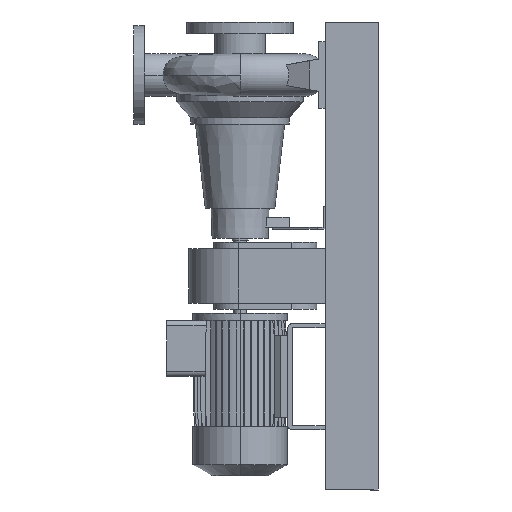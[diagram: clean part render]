
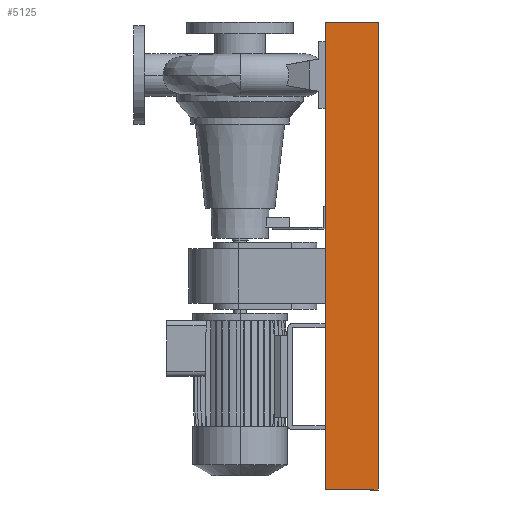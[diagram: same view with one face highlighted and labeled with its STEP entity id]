
A CAD part, left-side view. The second image highlights one B-rep face of the part: STEP entity #5125.
In plain terms, the highlighted planar face has unit normal (-1, 0, 0).
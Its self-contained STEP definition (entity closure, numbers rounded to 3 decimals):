
#419 = ORIENTED_EDGE ( 'NONE', *, *, #9085, .F. ) ;
#1217 = CARTESIAN_POINT ( 'NONE',  ( -150., -50., 440. ) ) ;
#1529 = EDGE_CURVE ( 'NONE', #8245, #7113, #8125, .T. ) ;
#1635 = LINE ( 'NONE', #19610, #16080 ) ;
#1827 = VERTEX_POINT ( 'NONE', #2560 ) ;
#1943 = ORIENTED_EDGE ( 'NONE', *, *, #1529, .F. ) ;
#2560 = CARTESIAN_POINT ( 'NONE',  ( -150., -50., -440. ) ) ;
#3157 = DIRECTION ( 'NONE',  ( 0., -1., 0. ) ) ;
#3757 = DIRECTION ( 'NONE',  ( -1., 0., 0. ) ) ;
#5125 = ADVANCED_FACE ( 'NONE', ( #5393 ), #11963, .T. ) ;
#5393 = FACE_OUTER_BOUND ( 'NONE', #6515, .T. ) ;
#5396 = VECTOR ( 'NONE', #14811, 1000. ) ;
#5592 = CARTESIAN_POINT ( 'NONE',  ( -150., -50., -440. ) ) ;
#6515 = EDGE_LOOP ( 'NONE', ( #1943, #419, #17044, #6797 ) ) ;
#6797 = ORIENTED_EDGE ( 'NONE', *, *, #8154, .T. ) ;
#7113 = VERTEX_POINT ( 'NONE', #13762 ) ;
#8125 = LINE ( 'NONE', #1217, #17956 ) ;
#8154 = EDGE_CURVE ( 'NONE', #1827, #7113, #19754, .T. ) ;
#8245 = VERTEX_POINT ( 'NONE', #19859 ) ;
#8522 = LINE ( 'NONE', #15195, #20664 ) ;
#9085 = EDGE_CURVE ( 'NONE', #10407, #8245, #1635, .T. ) ;
#10407 = VERTEX_POINT ( 'NONE', #11132 ) ;
#11132 = CARTESIAN_POINT ( 'NONE',  ( -150., 50., -440. ) ) ;
#11963 = PLANE ( 'NONE',  #12530 ) ;
#12530 = AXIS2_PLACEMENT_3D ( 'NONE', #5592, #3757, #16905 ) ;
#13762 = CARTESIAN_POINT ( 'NONE',  ( -150., -50., 440. ) ) ;
#14811 = DIRECTION ( 'NONE',  ( 0., 0., 1. ) ) ;
#15195 = CARTESIAN_POINT ( 'NONE',  ( -150., -50., -440. ) ) ;
#15828 = EDGE_CURVE ( 'NONE', #10407, #1827, #8522, .T. ) ;
#16080 = VECTOR ( 'NONE', #20903, 1000. ) ;
#16905 = DIRECTION ( 'NONE',  ( 0., 0., 1. ) ) ;
#17044 = ORIENTED_EDGE ( 'NONE', *, *, #15828, .T. ) ;
#17956 = VECTOR ( 'NONE', #3157, 1000. ) ;
#18455 = CARTESIAN_POINT ( 'NONE',  ( -150., -50., -440. ) ) ;
#18518 = DIRECTION ( 'NONE',  ( 0., -1., 0. ) ) ;
#19610 = CARTESIAN_POINT ( 'NONE',  ( -150., 50., -440. ) ) ;
#19754 = LINE ( 'NONE', #18455, #5396 ) ;
#19859 = CARTESIAN_POINT ( 'NONE',  ( -150., 50., 440. ) ) ;
#20664 = VECTOR ( 'NONE', #18518, 1000. ) ;
#20903 = DIRECTION ( 'NONE',  ( 0., 0., 1. ) ) ;
